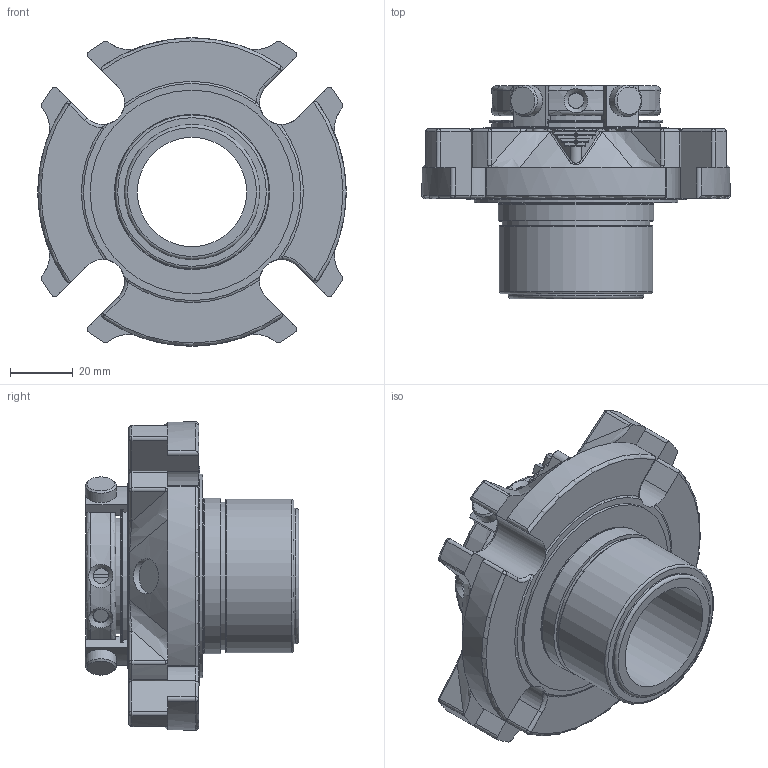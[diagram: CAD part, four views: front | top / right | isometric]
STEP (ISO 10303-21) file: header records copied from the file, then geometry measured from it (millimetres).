
FILE_DESCRIPTION(/* description */ ('Unknown'),/* implementation_level */ '2;1');
FILE_NAME(/* name */ '1.375',/* time_stamp */ '2023-02-21T12:46:18+00:00',/* author */ ('Unknown'),/* organization */ ('Unknown'),/* preprocessor_version */ 'ST-DEVELOPER v16.7',/* originating_system */ 'Solid Edge',/* authorisation */ 'Unknown');
FILE_SCHEMA (('AUTOMOTIVE_DESIGN {1 0 10303 214 3 1 1}'));
Length unit declared in the file: millimetre
Products named in the file (1): 1.375
Bounding box: 98.42 x 68.2 x 98.42 mm (x, y, z)
Volume: 173647.1 mm3; surface area: 41818.5 mm2
Topology: 1 solids, 1 shells, 495 faces, 1289 edges, 801 vertices
Faces by surface type: cylinder 188, plane 167, torus 40, bspline 39, cone 37, sphere 24
Full cylindrical faces by diameter (mm): 3.785 x1, 4.917 x2, 5 x3, 6 x4, 10 x4, 11.328 x3, 34.925 x1, 36.982 x1, 43.18 x1, 47.192 x1, 48.971 x1, 49.53 x1, 49.606 x1, 53.924 x1, 55.448 x1, 65 x1
Entity records: 18722 total; most frequent: CARTESIAN_POINT 3843, DIRECTION 2400, ORIENTED_EDGE 2342, EDGE_CURVE 1171, AXIS2_PLACEMENT_3D 964, VERTEX_POINT 753, EDGE_LOOP 580, FACE_BOUND 580
